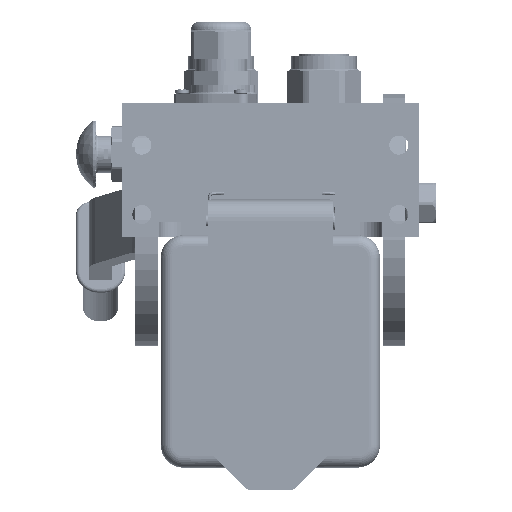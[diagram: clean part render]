
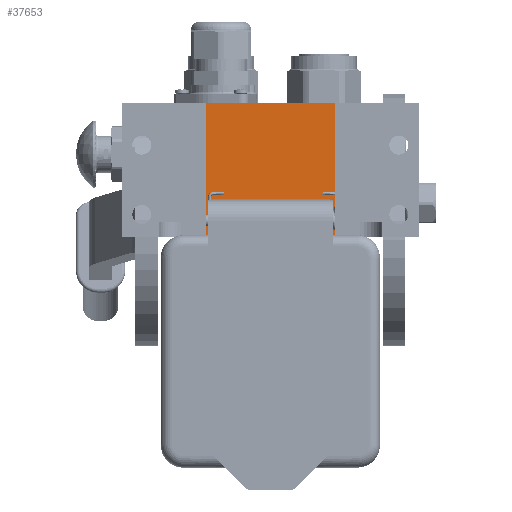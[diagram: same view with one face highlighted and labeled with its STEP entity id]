
A CAD part, left-side view. The second image highlights one B-rep face of the part: STEP entity #37653.
In plain terms, the highlighted face is planar.
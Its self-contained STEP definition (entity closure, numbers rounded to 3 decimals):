
#2649 = CARTESIAN_POINT ( 'NONE',  ( 29., 0., -107.5 ) ) ;
#13629 = DIRECTION ( 'NONE',  ( -1., 0., 0. ) ) ;
#14595 = CARTESIAN_POINT ( 'NONE',  ( 29., 60.2, -107.5 ) ) ;
#19836 = VERTEX_POINT ( 'NONE', #111187 ) ;
#20090 = LINE ( 'NONE', #14595, #131693 ) ;
#20548 = LINE ( 'NONE', #121167, #27814 ) ;
#21034 = DIRECTION ( 'NONE',  ( 0., 0., -1. ) ) ;
#24582 = ORIENTED_EDGE ( 'NONE', *, *, #133969, .F. ) ;
#24898 = VERTEX_POINT ( 'NONE', #66082 ) ;
#27465 = EDGE_LOOP ( 'NONE', ( #98371, #24582, #149202, #40165 ) ) ;
#27814 = VECTOR ( 'NONE', #40263, 1000. ) ;
#31851 = LINE ( 'NONE', #2649, #111061 ) ;
#32103 = PLANE ( 'NONE',  #130609 ) ;
#37653 = ADVANCED_FACE ( 'NONE', ( #37797 ), #32103, .T. ) ;
#37797 = FACE_OUTER_BOUND ( 'NONE', #27465, .T. ) ;
#40165 = ORIENTED_EDGE ( 'NONE', *, *, #141620, .T. ) ;
#40263 = DIRECTION ( 'NONE',  ( 0., 1., 0. ) ) ;
#47300 = EDGE_CURVE ( 'NONE', #148363, #148907, #20548, .T. ) ;
#56268 = CARTESIAN_POINT ( 'NONE',  ( 29., 0., -107.5 ) ) ;
#66082 = CARTESIAN_POINT ( 'NONE',  ( 29., 0., -107.5 ) ) ;
#71519 = DIRECTION ( 'NONE',  ( 0., 1., 0. ) ) ;
#82275 = EDGE_CURVE ( 'NONE', #24898, #19836, #31851, .T. ) ;
#82684 = LINE ( 'NONE', #129686, #89907 ) ;
#89907 = VECTOR ( 'NONE', #119113, 1000. ) ;
#98371 = ORIENTED_EDGE ( 'NONE', *, *, #47300, .T. ) ;
#102045 = DIRECTION ( 'NONE',  ( -1., 0., 0. ) ) ;
#111061 = VECTOR ( 'NONE', #71519, 1000. ) ;
#111187 = CARTESIAN_POINT ( 'NONE',  ( 29., 60.2, -107.5 ) ) ;
#119113 = DIRECTION ( 'NONE',  ( -1., 0., 0. ) ) ;
#119353 = CARTESIAN_POINT ( 'NONE',  ( -29., 60.2, -107.5 ) ) ;
#121167 = CARTESIAN_POINT ( 'NONE',  ( -29., 0., -107.5 ) ) ;
#129686 = CARTESIAN_POINT ( 'NONE',  ( 29., 0., -107.5 ) ) ;
#130609 = AXIS2_PLACEMENT_3D ( 'NONE', #56268, #21034, #102045 ) ;
#131693 = VECTOR ( 'NONE', #13629, 1000. ) ;
#133969 = EDGE_CURVE ( 'NONE', #19836, #148907, #20090, .T. ) ;
#136500 = CARTESIAN_POINT ( 'NONE',  ( -29., 0., -107.5 ) ) ;
#141620 = EDGE_CURVE ( 'NONE', #24898, #148363, #82684, .T. ) ;
#148363 = VERTEX_POINT ( 'NONE', #136500 ) ;
#148907 = VERTEX_POINT ( 'NONE', #119353 ) ;
#149202 = ORIENTED_EDGE ( 'NONE', *, *, #82275, .F. ) ;
